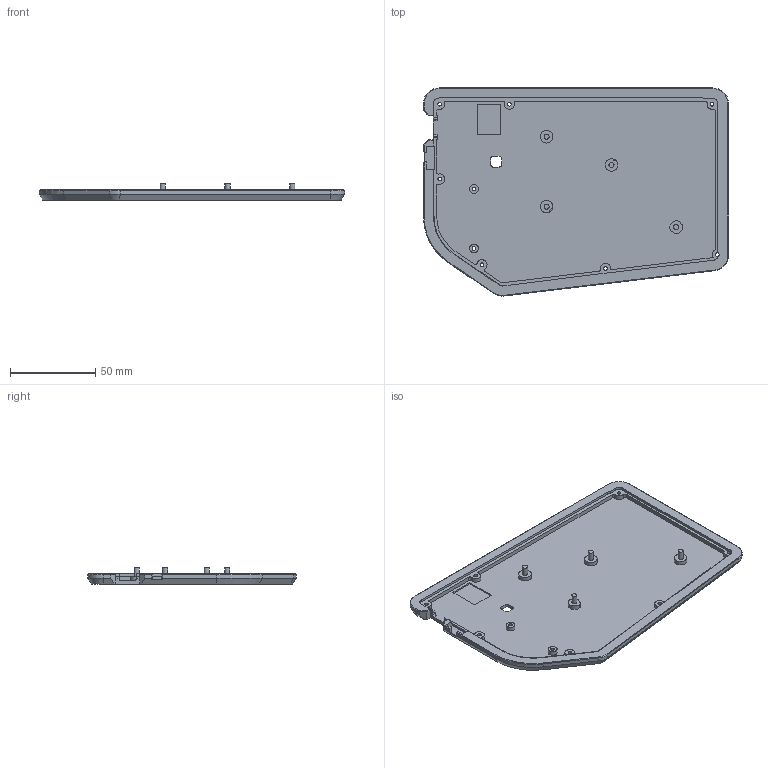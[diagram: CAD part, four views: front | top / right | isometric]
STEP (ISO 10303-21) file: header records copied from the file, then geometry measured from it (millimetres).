
FILE_DESCRIPTION(('FreeCAD Model'),'2;1');
FILE_NAME('Open CASCADE Shape Model','2025-05-15T08:10:31',(''),(''), 'Open CASCADE STEP processor 7.8','FreeCAD','Unknown');
FILE_SCHEMA(('AUTOMOTIVE_DESIGN { 1 0 10303 214 1 1 1 1 }'));
Length unit declared in the file: millimetre
Products named in the file (1): BottomCase
Bounding box: 179.4 x 122.4 x 9.6 mm (x, y, z)
Volume: 53376.7 mm3; surface area: 45557.5 mm2
Topology: 1 solids, 1 shells, 188 faces, 508 edges, 333 vertices
Faces by surface type: plane 106, cylinder 63, cone 19
Full cylindrical faces by diameter (mm): 2.2 x9, 3 x4, 5.2 x2, 7.4 x4
Entity records: 5977 total; most frequent: DIRECTION 1045, CARTESIAN_POINT 1038, ORIENTED_EDGE 1016, EDGE_CURVE 508, AXIS2_PLACEMENT_3D 356, VERTEX_POINT 333, LINE 333, VECTOR 333
